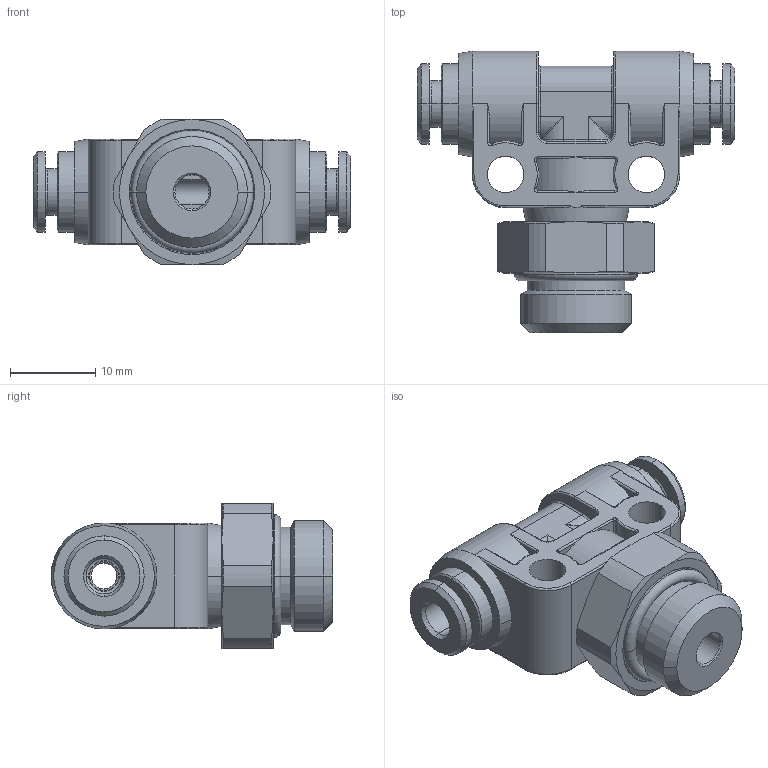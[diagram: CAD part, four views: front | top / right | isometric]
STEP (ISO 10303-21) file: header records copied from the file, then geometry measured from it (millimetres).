
FILE_DESCRIPTION(( 'MXP.21.04.14.stp' ), '1');
FILE_NAME( 'MXP.21.04.14.stp', '2021-02-22T15:42:47',( 'Sopra'),('sopra-pneumatic.com'), 'SwSTEP 2.0','SolidWorks 2009','' );
FILE_SCHEMA(('CONFIG_CONTROL_DESIGN'));
Length unit declared in the file: millimetre
Products named in the file (1): 367357B_921V-4FF-1-4
Bounding box: 37.2 x 33 x 17 mm (x, y, z)
Volume: 6877 mm3; surface area: 4646.2 mm2
Topology: 2 solids, 2 shells, 284 faces, 672 edges, 404 vertices
Faces by surface type: cylinder 119, torus 68, plane 53, cone 40, bspline 4
Entity records: 9199 total; most frequent: CARTESIAN_POINT 2549, DIRECTION 1483, ORIENTED_EDGE 1344, EDGE_CURVE 672, AXIS2_PLACEMENT_3D 632, VERTEX_POINT 404, CIRCLE 352, EDGE_LOOP 306
